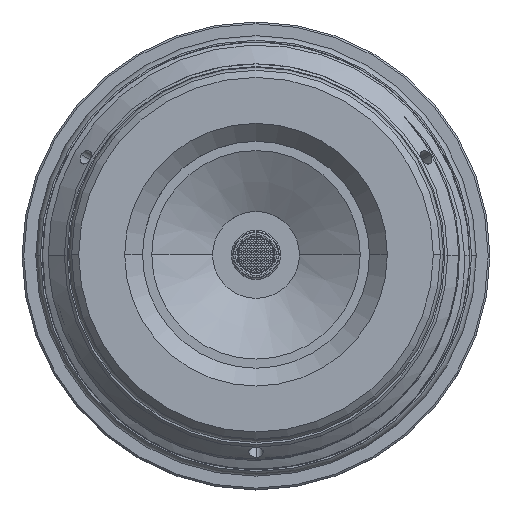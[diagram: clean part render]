
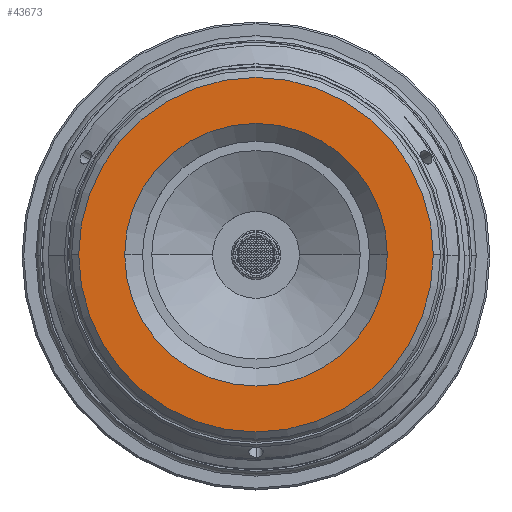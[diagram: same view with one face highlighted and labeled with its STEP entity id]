
A CAD part, top view. The second image highlights one B-rep face of the part: STEP entity #43673.
In plain terms, the highlighted planar face has unit normal (0, 0, 1).
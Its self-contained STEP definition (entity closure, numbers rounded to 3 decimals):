
#30 = DIRECTION ( 'NONE',  ( 0., 0., -1. ) ) ;
#1023 = CARTESIAN_POINT ( 'NONE',  ( 0., 0., 130.25 ) ) ;
#2663 = EDGE_CURVE ( 'NONE', #20212, #54253, #54290, .T. ) ;
#4561 = DIRECTION ( 'NONE',  ( -1., 0., 0. ) ) ;
#5338 = AXIS2_PLACEMENT_3D ( 'NONE', #38663, #30, #4561 ) ;
#10218 = CIRCLE ( 'NONE', #48879, 14.7 ) ;
#11108 = DIRECTION ( 'NONE',  ( 0., 0., -1. ) ) ;
#14200 = AXIS2_PLACEMENT_3D ( 'NONE', #31134, #48181, #44035 ) ;
#14410 = CIRCLE ( 'NONE', #5338, 14.7 ) ;
#15436 = DIRECTION ( 'NONE',  ( -1., 0., 0. ) ) ;
#18699 = EDGE_LOOP ( 'NONE', ( #24348, #55004 ) ) ;
#19109 = AXIS2_PLACEMENT_3D ( 'NONE', #40475, #44659, #48805 ) ;
#20212 = VERTEX_POINT ( 'NONE', #48396 ) ;
#21043 = FACE_OUTER_BOUND ( 'NONE', #18699, .T. ) ;
#21341 = EDGE_CURVE ( 'NONE', #54253, #20212, #40832, .T. ) ;
#22499 = DIRECTION ( 'NONE',  ( -1., 0., 0. ) ) ;
#24348 = ORIENTED_EDGE ( 'NONE', *, *, #2663, .F. ) ;
#26636 = DIRECTION ( 'NONE',  ( 0., 0., -1. ) ) ;
#28734 = ORIENTED_EDGE ( 'NONE', *, *, #53485, .T. ) ;
#31134 = CARTESIAN_POINT ( 'NONE',  ( 0., 0., 130.25 ) ) ;
#32888 = CARTESIAN_POINT ( 'NONE',  ( -14.7, 0., 130.25 ) ) ;
#36322 = PLANE ( 'NONE',  #19109 ) ;
#38663 = CARTESIAN_POINT ( 'NONE',  ( 0., 0., 130.25 ) ) ;
#39946 = VERTEX_POINT ( 'NONE', #41918 ) ;
#40121 = EDGE_CURVE ( 'NONE', #39946, #49897, #14410, .T. ) ;
#40475 = CARTESIAN_POINT ( 'NONE',  ( 0., 0., 130.25 ) ) ;
#40832 = CIRCLE ( 'NONE', #45527, 19.84 ) ;
#41918 = CARTESIAN_POINT ( 'NONE',  ( 14.7, 0., 130.25 ) ) ;
#43673 = ADVANCED_FACE ( 'NONE', ( #55494, #21043 ), #36322, .F. ) ;
#44035 = DIRECTION ( 'NONE',  ( -1., 0., 0. ) ) ;
#44659 = DIRECTION ( 'NONE',  ( 0., 0., -1. ) ) ;
#45409 = ORIENTED_EDGE ( 'NONE', *, *, #40121, .T. ) ;
#45527 = AXIS2_PLACEMENT_3D ( 'NONE', #54839, #11108, #15436 ) ;
#45690 = CARTESIAN_POINT ( 'NONE',  ( 19.84, 0., 130.25 ) ) ;
#48181 = DIRECTION ( 'NONE',  ( 0., 0., -1. ) ) ;
#48396 = CARTESIAN_POINT ( 'NONE',  ( -19.84, 0., 130.25 ) ) ;
#48609 = EDGE_LOOP ( 'NONE', ( #45409, #28734 ) ) ;
#48805 = DIRECTION ( 'NONE',  ( -1., 0., 0. ) ) ;
#48879 = AXIS2_PLACEMENT_3D ( 'NONE', #1023, #26636, #22499 ) ;
#49897 = VERTEX_POINT ( 'NONE', #32888 ) ;
#53485 = EDGE_CURVE ( 'NONE', #49897, #39946, #10218, .T. ) ;
#54253 = VERTEX_POINT ( 'NONE', #45690 ) ;
#54290 = CIRCLE ( 'NONE', #14200, 19.84 ) ;
#54839 = CARTESIAN_POINT ( 'NONE',  ( 0., 0., 130.25 ) ) ;
#55004 = ORIENTED_EDGE ( 'NONE', *, *, #21341, .F. ) ;
#55494 = FACE_BOUND ( 'NONE', #48609, .T. ) ;
